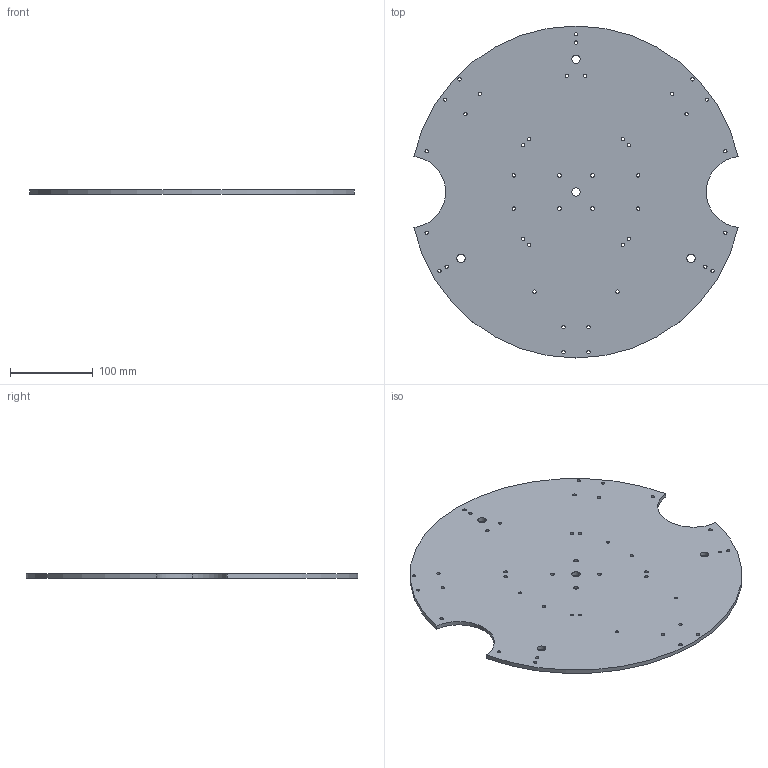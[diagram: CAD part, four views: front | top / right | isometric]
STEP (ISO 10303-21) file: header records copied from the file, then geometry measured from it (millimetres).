
FILE_DESCRIPTION (( 'STEP AP203' ), '1' );
FILE_NAME ('SE_01_1_0001.STEP', '2020-10-21T10:09:22', ( '' ), ( '' ), 'SwSTEP 2.0', 'SolidWorks 2017', '' );
FILE_SCHEMA (( 'CONFIG_CONTROL_DESIGN' ));
Length unit declared in the file: millimetre
Products named in the file (1): SE_01_1_0001
Bounding box: 390.75 x 400 x 5 mm (x, y, z)
Volume: 596250.1 mm3; surface area: 248509.9 mm2
Topology: 1 solids, 1 shells, 99 faces, 291 edges, 194 vertices
Faces by surface type: cylinder 97, plane 2
Entity records: 3680 total; most frequent: DIRECTION 685, CARTESIAN_POINT 585, ORIENTED_EDGE 582, AXIS2_PLACEMENT_3D 294, EDGE_CURVE 291, CIRCLE 194, VERTEX_POINT 194, EDGE_LOOP 191
